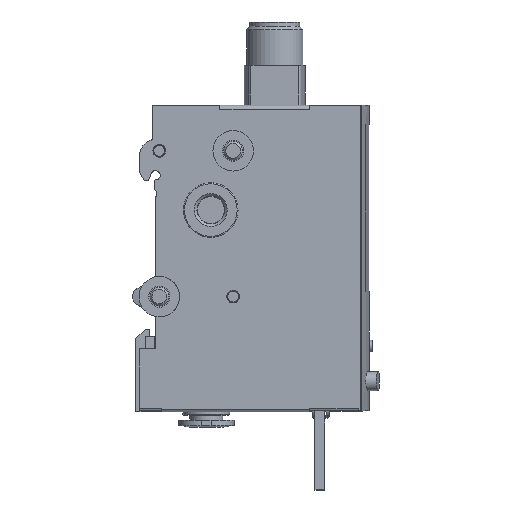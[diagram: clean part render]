
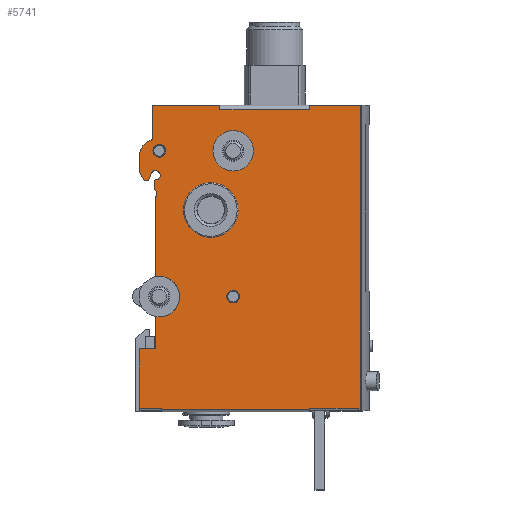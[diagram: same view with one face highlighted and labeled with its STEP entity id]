
A CAD part, top view. The second image highlights one B-rep face of the part: STEP entity #5741.
In plain terms, the highlighted face is planar.
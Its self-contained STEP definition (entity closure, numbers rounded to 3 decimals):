
#126=PLANE('',#6103);
#254=LINE('',#7812,#613);
#257=LINE('',#7824,#616);
#258=LINE('',#7831,#617);
#303=LINE('',#7944,#662);
#313=LINE('',#7964,#672);
#318=LINE('',#7975,#677);
#325=LINE('',#7990,#684);
#331=LINE('',#8002,#690);
#375=LINE('',#8179,#734);
#380=LINE('',#8187,#739);
#382=LINE('',#8191,#741);
#384=LINE('',#8195,#743);
#386=LINE('',#8199,#745);
#388=LINE('',#8203,#747);
#390=LINE('',#8207,#749);
#406=LINE('',#8246,#765);
#411=LINE('',#8259,#770);
#414=LINE('',#8264,#773);
#420=LINE('',#8281,#779);
#423=LINE('',#8303,#782);
#424=LINE('',#8305,#783);
#425=LINE('',#8307,#784);
#426=LINE('',#8309,#785);
#427=LINE('',#8311,#786);
#428=LINE('',#8313,#787);
#429=LINE('',#8314,#788);
#430=LINE('',#8315,#789);
#613=VECTOR('',#6477,1000.);
#616=VECTOR('',#6486,1000.);
#617=VECTOR('',#6493,1000.);
#662=VECTOR('',#6574,1000.);
#672=VECTOR('',#6588,1000.);
#677=VECTOR('',#6595,1000.);
#684=VECTOR('',#6606,1000.);
#690=VECTOR('',#6616,1000.);
#734=VECTOR('',#6750,1000.);
#739=VECTOR('',#6757,1000.);
#741=VECTOR('',#6761,1000.);
#743=VECTOR('',#6765,1000.);
#745=VECTOR('',#6769,1000.);
#747=VECTOR('',#6773,1000.);
#749=VECTOR('',#6777,1000.);
#765=VECTOR('',#6813,1000.);
#770=VECTOR('',#6828,1000.);
#773=VECTOR('',#6833,1000.);
#779=VECTOR('',#6847,1000.);
#782=VECTOR('',#6872,1000.);
#783=VECTOR('',#6873,1000.);
#784=VECTOR('',#6874,1000.);
#785=VECTOR('',#6875,1000.);
#786=VECTOR('',#6876,1000.);
#787=VECTOR('',#6877,1000.);
#788=VECTOR('',#6878,1000.);
#789=VECTOR('',#6879,1000.);
#1011=CIRCLE('',#6076,1.);
#1014=CIRCLE('',#6084,3.4);
#1015=CIRCLE('',#6086,0.5);
#1028=CIRCLE('',#6104,4.3);
#1029=CIRCLE('',#6105,5.8);
#1030=CIRCLE('',#6106,1.35);
#1031=CIRCLE('',#6107,1.35);
#1032=CIRCLE('',#6108,4.3);
#1485=ORIENTED_EDGE('',*,*,#2580,.T.);
#1486=ORIENTED_EDGE('',*,*,#2581,.T.);
#1487=ORIENTED_EDGE('',*,*,#2582,.T.);
#1488=ORIENTED_EDGE('',*,*,#2583,.F.);
#1489=ORIENTED_EDGE('',*,*,#2584,.T.);
#1490=ORIENTED_EDGE('',*,*,#2585,.T.);
#1491=ORIENTED_EDGE('',*,*,#2352,.T.);
#1492=ORIENTED_EDGE('',*,*,#2586,.F.);
#1493=ORIENTED_EDGE('',*,*,#2559,.F.);
#1494=ORIENTED_EDGE('',*,*,#2349,.F.);
#1495=ORIENTED_EDGE('',*,*,#2587,.F.);
#1496=ORIENTED_EDGE('',*,*,#2344,.F.);
#1497=ORIENTED_EDGE('',*,*,#2569,.F.);
#1498=ORIENTED_EDGE('',*,*,#2556,.F.);
#1499=ORIENTED_EDGE('',*,*,#2554,.T.);
#1500=ORIENTED_EDGE('',*,*,#2552,.F.);
#1501=ORIENTED_EDGE('',*,*,#2549,.F.);
#1502=ORIENTED_EDGE('',*,*,#2437,.F.);
#1503=ORIENTED_EDGE('',*,*,#2431,.F.);
#1504=ORIENTED_EDGE('',*,*,#2424,.F.);
#1505=ORIENTED_EDGE('',*,*,#2534,.T.);
#1506=ORIENTED_EDGE('',*,*,#2528,.F.);
#1507=ORIENTED_EDGE('',*,*,#2526,.F.);
#1508=ORIENTED_EDGE('',*,*,#2524,.F.);
#1509=ORIENTED_EDGE('',*,*,#2522,.F.);
#1510=ORIENTED_EDGE('',*,*,#2520,.F.);
#1511=ORIENTED_EDGE('',*,*,#2518,.F.);
#1512=ORIENTED_EDGE('',*,*,#2588,.T.);
#1513=ORIENTED_EDGE('',*,*,#2513,.F.);
#1514=ORIENTED_EDGE('',*,*,#2419,.F.);
#1515=ORIENTED_EDGE('',*,*,#2409,.F.);
#1516=ORIENTED_EDGE('',*,*,#2589,.F.);
#1517=ORIENTED_EDGE('',*,*,#2590,.F.);
#1518=ORIENTED_EDGE('',*,*,#2591,.F.);
#1519=ORIENTED_EDGE('',*,*,#2592,.F.);
#2344=EDGE_CURVE('',#2934,#2935,#254,.T.);
#2349=EDGE_CURVE('',#2939,#2938,#257,.T.);
#2352=EDGE_CURVE('',#2943,#2942,#258,.T.);
#2409=EDGE_CURVE('',#2992,#2993,#303,.T.);
#2419=EDGE_CURVE('',#2993,#3001,#313,.T.);
#2424=EDGE_CURVE('',#3005,#3003,#318,.T.);
#2431=EDGE_CURVE('',#3003,#3011,#325,.T.);
#2437=EDGE_CURVE('',#3011,#3015,#331,.T.);
#2513=EDGE_CURVE('',#3001,#3072,#375,.T.);
#2518=EDGE_CURVE('',#3073,#3074,#380,.T.);
#2520=EDGE_CURVE('',#3074,#3075,#382,.T.);
#2522=EDGE_CURVE('',#3075,#3076,#384,.T.);
#2524=EDGE_CURVE('',#3076,#3077,#386,.T.);
#2526=EDGE_CURVE('',#3077,#3078,#388,.T.);
#2528=EDGE_CURVE('',#3078,#3079,#390,.T.);
#2534=EDGE_CURVE('',#3005,#3079,#1011,.T.);
#2549=EDGE_CURVE('',#3015,#3092,#406,.T.);
#2552=EDGE_CURVE('',#3092,#3093,#1014,.T.);
#2554=EDGE_CURVE('',#3094,#3093,#1015,.T.);
#2556=EDGE_CURVE('',#3094,#3095,#411,.T.);
#2559=EDGE_CURVE('',#2938,#3096,#414,.T.);
#2569=EDGE_CURVE('',#3095,#2934,#420,.T.);
#2580=EDGE_CURVE('',#2992,#3111,#423,.T.);
#2581=EDGE_CURVE('',#3111,#3112,#424,.T.);
#2582=EDGE_CURVE('',#3112,#3113,#425,.T.);
#2583=EDGE_CURVE('',#3114,#3113,#426,.T.);
#2584=EDGE_CURVE('',#3114,#3115,#427,.T.);
#2585=EDGE_CURVE('',#3115,#2943,#428,.T.);
#2586=EDGE_CURVE('',#3096,#2942,#429,.T.);
#2587=EDGE_CURVE('',#2935,#2939,#430,.T.);
#2588=EDGE_CURVE('',#3073,#3072,#1028,.T.);
#2589=EDGE_CURVE('',#3116,#3116,#1029,.F.);
#2590=EDGE_CURVE('',#3117,#3117,#1030,.F.);
#2591=EDGE_CURVE('',#3118,#3118,#1031,.F.);
#2592=EDGE_CURVE('',#3119,#3119,#1032,.F.);
#2934=VERTEX_POINT('',#7813);
#2935=VERTEX_POINT('',#7814);
#2938=VERTEX_POINT('',#7821);
#2939=VERTEX_POINT('',#7823);
#2942=VERTEX_POINT('',#7830);
#2943=VERTEX_POINT('',#7832);
#2992=VERTEX_POINT('',#7943);
#2993=VERTEX_POINT('',#7945);
#3001=VERTEX_POINT('',#7965);
#3003=VERTEX_POINT('',#7970);
#3005=VERTEX_POINT('',#7974);
#3011=VERTEX_POINT('',#7988);
#3015=VERTEX_POINT('',#8000);
#3072=VERTEX_POINT('',#8180);
#3073=VERTEX_POINT('',#8186);
#3074=VERTEX_POINT('',#8188);
#3075=VERTEX_POINT('',#8192);
#3076=VERTEX_POINT('',#8196);
#3077=VERTEX_POINT('',#8200);
#3078=VERTEX_POINT('',#8204);
#3079=VERTEX_POINT('',#8208);
#3092=VERTEX_POINT('',#8247);
#3093=VERTEX_POINT('',#8252);
#3094=VERTEX_POINT('',#8256);
#3095=VERTEX_POINT('',#8260);
#3096=VERTEX_POINT('',#8265);
#3111=VERTEX_POINT('',#8304);
#3112=VERTEX_POINT('',#8306);
#3113=VERTEX_POINT('',#8308);
#3114=VERTEX_POINT('',#8310);
#3115=VERTEX_POINT('',#8312);
#3116=VERTEX_POINT('',#8318);
#3117=VERTEX_POINT('',#8320);
#3118=VERTEX_POINT('',#8322);
#3119=VERTEX_POINT('',#8324);
#3459=EDGE_LOOP('',(#1485,#1486,#1487,#1488,#1489,#1490,#1491,#1492,#1493,
#1494,#1495,#1496,#1497,#1498,#1499,#1500,#1501,#1502,#1503,#1504,#1505,
#1506,#1507,#1508,#1509,#1510,#1511,#1512,#1513,#1514,#1515));
#3460=EDGE_LOOP('',(#1516));
#3461=EDGE_LOOP('',(#1517));
#3462=EDGE_LOOP('',(#1518));
#3463=EDGE_LOOP('',(#1519));
#3851=FACE_BOUND('',#3459,.T.);
#3852=FACE_BOUND('',#3460,.T.);
#3853=FACE_BOUND('',#3461,.T.);
#3854=FACE_BOUND('',#3462,.T.);
#3855=FACE_BOUND('',#3463,.T.);
#5741=ADVANCED_FACE('',(#3851,#3852,#3853,#3854,#3855),#126,.F.);
#6076=AXIS2_PLACEMENT_3D('',#8218,#6787,#6788);
#6084=AXIS2_PLACEMENT_3D('',#8251,#6818,#6819);
#6086=AXIS2_PLACEMENT_3D('',#8255,#6823,#6824);
#6103=AXIS2_PLACEMENT_3D('',#8302,#6870,#6871);
#6104=AXIS2_PLACEMENT_3D('',#8316,#6880,#6881);
#6105=AXIS2_PLACEMENT_3D('',#8317,#6882,#6883);
#6106=AXIS2_PLACEMENT_3D('',#8319,#6884,#6885);
#6107=AXIS2_PLACEMENT_3D('',#8321,#6886,#6887);
#6108=AXIS2_PLACEMENT_3D('',#8323,#6888,#6889);
#6477=DIRECTION('',(0.,-1.,0.));
#6486=DIRECTION('',(0.,1.,0.));
#6493=DIRECTION('',(0.,0.,1.));
#6574=DIRECTION('',(0.,1.,0.));
#6588=DIRECTION('',(0.,0.,1.));
#6595=DIRECTION('',(0.,-0.94,-0.342));
#6606=DIRECTION('',(0.,0.,-1.));
#6616=DIRECTION('',(0.,0.866,-0.5));
#6750=DIRECTION('',(0.,1.,0.));
#6757=DIRECTION('',(0.,1.,0.));
#6761=DIRECTION('',(0.,0.,1.));
#6765=DIRECTION('',(0.,1.,0.));
#6769=DIRECTION('',(0.,0.707,-0.707));
#6773=DIRECTION('',(0.,1.,0.));
#6777=DIRECTION('',(0.,0.707,0.707));
#6787=DIRECTION('',(1.,0.,0.));
#6788=DIRECTION('',(0.,0.,-1.));
#6813=DIRECTION('',(0.,1.,0.));
#6818=DIRECTION('',(1.,0.,0.));
#6819=DIRECTION('',(0.,0.,-1.));
#6823=DIRECTION('',(1.,0.,0.));
#6824=DIRECTION('',(0.,0.,-1.));
#6828=DIRECTION('',(0.,1.,0.));
#6833=DIRECTION('',(0.,0.,1.));
#6847=DIRECTION('',(0.,0.,1.));
#6870=DIRECTION('',(1.,0.,0.));
#6871=DIRECTION('',(0.,0.,-1.));
#6872=DIRECTION('',(0.,0.,1.));
#6873=DIRECTION('',(0.,-1.,0.));
#6874=DIRECTION('',(0.,0.,1.));
#6875=DIRECTION('',(0.,-1.,0.));
#6876=DIRECTION('',(0.,0.,1.));
#6877=DIRECTION('',(0.,-1.,0.));
#6878=DIRECTION('',(0.,-1.,0.));
#6879=DIRECTION('',(0.,0.,1.));
#6880=DIRECTION('',(1.,0.,0.));
#6881=DIRECTION('',(0.,0.,-1.));
#6882=DIRECTION('',(1.,0.,0.));
#6883=DIRECTION('',(0.,0.,-1.));
#6884=DIRECTION('',(1.,0.,0.));
#6885=DIRECTION('',(0.,0.,-1.));
#6886=DIRECTION('',(1.,0.,0.));
#6887=DIRECTION('',(0.,0.,-1.));
#6888=DIRECTION('',(1.,0.,0.));
#6889=DIRECTION('',(0.,0.,-1.));
#7812=CARTESIAN_POINT('',(-10.,65.,-29.4));
#7813=CARTESIAN_POINT('',(-10.,65.,-29.4));
#7814=CARTESIAN_POINT('',(-10.,64.,-29.4));
#7821=CARTESIAN_POINT('',(-10.,65.,-10.4));
#7823=CARTESIAN_POINT('',(-10.,64.,-10.4));
#7824=CARTESIAN_POINT('',(-10.,64.,-10.4));
#7830=CARTESIAN_POINT('',(-10.,0.,0.448));
#7831=CARTESIAN_POINT('',(-10.,0.,0.));
#7832=CARTESIAN_POINT('',(-10.,0.,0.));
#7943=CARTESIAN_POINT('',(-10.,0.5,-46.6));
#7944=CARTESIAN_POINT('',(-10.,0.,-46.6));
#7945=CARTESIAN_POINT('',(-10.,13.2,-46.6));
#7964=CARTESIAN_POINT('',(-10.,13.2,-46.6));
#7965=CARTESIAN_POINT('',(-10.,13.2,-43.1));
#7970=CARTESIAN_POINT('',(-10.,48.94,-44.586));
#7974=CARTESIAN_POINT('',(-10.,50.442,-44.04));
#7975=CARTESIAN_POINT('',(-10.,50.442,-44.04));
#7988=CARTESIAN_POINT('',(-10.,48.94,-45.461));
#7990=CARTESIAN_POINT('',(-10.,48.94,-44.586));
#8000=CARTESIAN_POINT('',(-10.,50.74,-46.5));
#8002=CARTESIAN_POINT('',(-10.,48.94,-45.461));
#8179=CARTESIAN_POINT('',(-10.,13.2,-43.1));
#8180=CARTESIAN_POINT('',(-10.,20.075,-43.1));
#8186=CARTESIAN_POINT('',(-10.,28.525,-43.1));
#8187=CARTESIAN_POINT('',(-10.,28.463,-43.1));
#8188=CARTESIAN_POINT('',(-10.,45.5,-43.1));
#8191=CARTESIAN_POINT('',(-10.,45.5,-43.1));
#8192=CARTESIAN_POINT('',(-10.,45.5,-42.8));
#8195=CARTESIAN_POINT('',(-10.,45.5,-42.8));
#8196=CARTESIAN_POINT('',(-10.,46.6,-42.8));
#8199=CARTESIAN_POINT('',(-10.,46.6,-42.8));
#8200=CARTESIAN_POINT('',(-10.,47.1,-43.3));
#8203=CARTESIAN_POINT('',(-10.,47.1,-43.3));
#8204=CARTESIAN_POINT('',(-10.,48.94,-43.3));
#8207=CARTESIAN_POINT('',(-10.,48.94,-43.3));
#8208=CARTESIAN_POINT('',(-10.,49.101,-43.139));
#8218=CARTESIAN_POINT('',(-10.,50.1,-43.1));
#8246=CARTESIAN_POINT('',(-10.,50.74,-46.5));
#8247=CARTESIAN_POINT('',(-10.,54.3,-46.5));
#8251=CARTESIAN_POINT('',(-10.,54.3,-43.1));
#8252=CARTESIAN_POINT('',(-10.,57.562,-44.059));
#8255=CARTESIAN_POINT('',(-10.,58.042,-44.2));
#8256=CARTESIAN_POINT('',(-10.,58.042,-43.7));
#8259=CARTESIAN_POINT('',(-10.,58.042,-43.7));
#8260=CARTESIAN_POINT('',(-10.,65.,-43.7));
#8264=CARTESIAN_POINT('',(-10.,65.,-10.4));
#8265=CARTESIAN_POINT('',(-10.,65.,0.448));
#8281=CARTESIAN_POINT('',(-10.,65.,-43.7));
#8302=CARTESIAN_POINT('',(-10.,24.34,-42.3));
#8303=CARTESIAN_POINT('',(-10.,0.5,-46.6));
#8304=CARTESIAN_POINT('',(-10.,0.5,-41.9));
#8305=CARTESIAN_POINT('',(-10.,0.85,-41.9));
#8306=CARTESIAN_POINT('',(-10.,0.35,-41.9));
#8307=CARTESIAN_POINT('',(-10.,0.35,-41.9));
#8308=CARTESIAN_POINT('',(-10.,0.35,-10.3));
#8309=CARTESIAN_POINT('',(-10.,0.85,-10.3));
#8310=CARTESIAN_POINT('',(-10.,0.5,-10.3));
#8311=CARTESIAN_POINT('',(-10.,0.5,-46.6));
#8312=CARTESIAN_POINT('',(-10.,0.5,0.));
#8313=CARTESIAN_POINT('',(-10.,65.,0.));
#8314=CARTESIAN_POINT('',(-10.,65.,0.448));
#8315=CARTESIAN_POINT('',(-10.,64.,-29.4));
#8316=CARTESIAN_POINT('',(-10.,24.3,-42.3));
#8317=CARTESIAN_POINT('',(-10.,42.7,-31.35));
#8318=CARTESIAN_POINT('',(-10.,42.7,-37.15));
#8319=CARTESIAN_POINT('',(-10.,55.3,-42.3));
#8320=CARTESIAN_POINT('',(-10.,55.3,-43.65));
#8321=CARTESIAN_POINT('',(-10.,24.3,-26.6));
#8322=CARTESIAN_POINT('',(-10.,24.3,-27.95));
#8323=CARTESIAN_POINT('',(-10.,55.3,-26.6));
#8324=CARTESIAN_POINT('',(-10.,55.3,-30.9));
